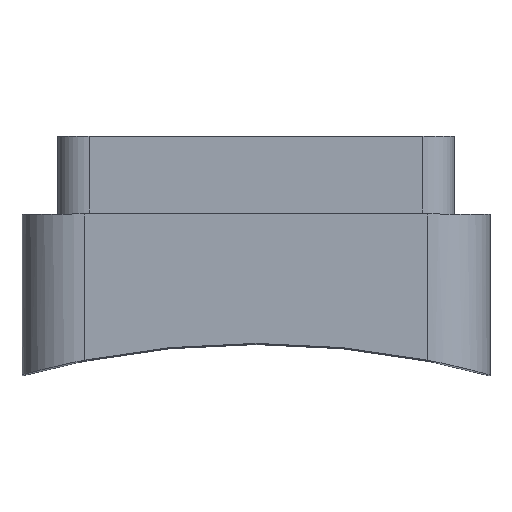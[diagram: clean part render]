
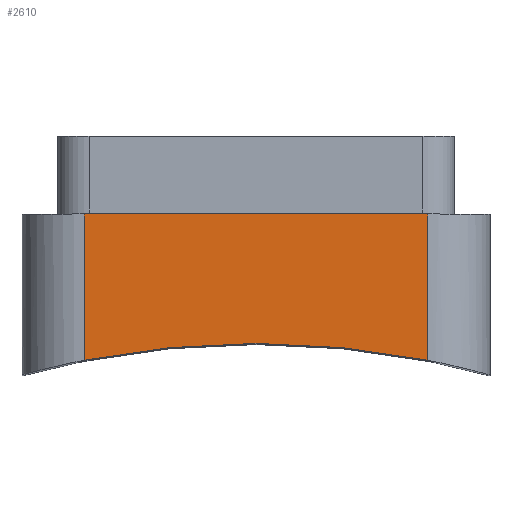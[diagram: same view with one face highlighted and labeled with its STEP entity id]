
A CAD part, top view. The second image highlights one B-rep face of the part: STEP entity #2610.
In plain terms, the highlighted planar face has unit normal (0, 0, 1).
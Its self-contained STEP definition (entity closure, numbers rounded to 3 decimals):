
#22 = EDGE_CURVE ( 'NONE', #137, #566, #907, .T. ) ;
#52 = CIRCLE ( 'NONE', #340, 56.75 ) ;
#95 = DIRECTION ( 'NONE',  ( 0., 0., 1. ) ) ;
#137 = VERTEX_POINT ( 'NONE', #2561 ) ;
#150 = ORIENTED_EDGE ( 'NONE', *, *, #2510, .F. ) ;
#217 = CARTESIAN_POINT ( 'NONE',  ( 26., 5., 0. ) ) ;
#323 = DIRECTION ( 'NONE',  ( 0., 1., 0. ) ) ;
#336 = DIRECTION ( 'NONE',  ( 1., 0., 0. ) ) ;
#340 = AXIS2_PLACEMENT_3D ( 'NONE', #2445, #95, #336 ) ;
#364 = CARTESIAN_POINT ( 'NONE',  ( 4., -4.371, 0. ) ) ;
#419 = ORIENTED_EDGE ( 'NONE', *, *, #913, .F. ) ;
#540 = ORIENTED_EDGE ( 'NONE', *, *, #821, .F. ) ;
#566 = VERTEX_POINT ( 'NONE', #217 ) ;
#772 = LINE ( 'NONE', #1716, #1518 ) ;
#821 = EDGE_CURVE ( 'NONE', #1428, #1861, #772, .T. ) ;
#822 = ORIENTED_EDGE ( 'NONE', *, *, #22, .T. ) ;
#907 = LINE ( 'NONE', #2511, #2837 ) ;
#913 = EDGE_CURVE ( 'NONE', #137, #1428, #52, .T. ) ;
#941 = CARTESIAN_POINT ( 'NONE',  ( 4., 5., 0. ) ) ;
#1154 = VECTOR ( 'NONE', #2585, 1000. ) ;
#1171 = FACE_OUTER_BOUND ( 'NONE', #2274, .T. ) ;
#1428 = VERTEX_POINT ( 'NONE', #364 ) ;
#1518 = VECTOR ( 'NONE', #323, 1000. ) ;
#1558 = DIRECTION ( 'NONE',  ( 0., 1., 0. ) ) ;
#1606 = DIRECTION ( 'NONE',  ( 1., 0., 0. ) ) ;
#1716 = CARTESIAN_POINT ( 'NONE',  ( 4., -30., 0. ) ) ;
#1858 = LINE ( 'NONE', #941, #1154 ) ;
#1861 = VERTEX_POINT ( 'NONE', #2147 ) ;
#2120 = CARTESIAN_POINT ( 'NONE',  ( 4., -30., 0. ) ) ;
#2138 = DIRECTION ( 'NONE',  ( 0., 0., 1. ) ) ;
#2147 = CARTESIAN_POINT ( 'NONE',  ( 4., 5., 0. ) ) ;
#2274 = EDGE_LOOP ( 'NONE', ( #419, #822, #150, #540 ) ) ;
#2445 = CARTESIAN_POINT ( 'NONE',  ( 15., -60.045, 0. ) ) ;
#2510 = EDGE_CURVE ( 'NONE', #1861, #566, #1858, .T. ) ;
#2511 = CARTESIAN_POINT ( 'NONE',  ( 26., -30., 0. ) ) ;
#2561 = CARTESIAN_POINT ( 'NONE',  ( 26., -4.371, 0. ) ) ;
#2585 = DIRECTION ( 'NONE',  ( 1., 0., 0. ) ) ;
#2610 = ADVANCED_FACE ( 'NONE', ( #1171 ), #2830, .T. ) ;
#2830 = PLANE ( 'NONE',  #2905 ) ;
#2837 = VECTOR ( 'NONE', #1558, 1000. ) ;
#2905 = AXIS2_PLACEMENT_3D ( 'NONE', #2120, #2138, #1606 ) ;
